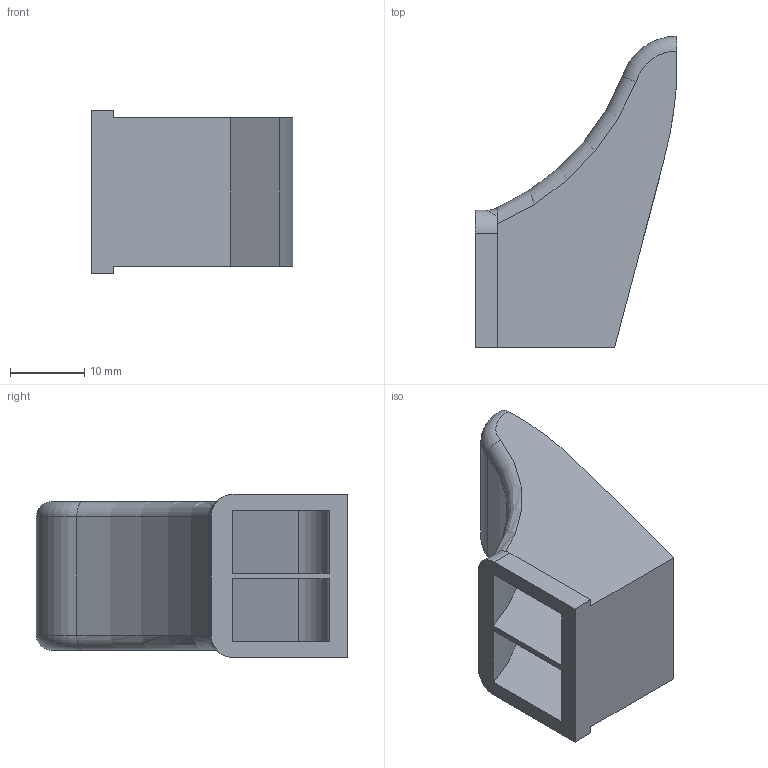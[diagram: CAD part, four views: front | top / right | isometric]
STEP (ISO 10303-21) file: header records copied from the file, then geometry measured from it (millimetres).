
FILE_DESCRIPTION(/* description */ (''),/* implementation_level */ '2;1');
FILE_NAME(/* name */ 'only output guide.stp',/* time_stamp */ '2016-02-07T22:56:10-03:00',/* author */ ('Erwin'),/* organization */ (''),/* preprocessor_version */ 'ST-DEVELOPER v16.1',/* originating_system */ 'Autodesk Inventor 2016',/* authorisation */ '');
FILE_SCHEMA (('AUTOMOTIVE_DESIGN { 1 0 10303 214 3 1 1 }'));
Length unit declared in the file: millimetre
Products named in the file (1): guide
Bounding box: 27.24 x 41.97 x 22 mm (x, y, z)
Volume: 5244.4 mm3; surface area: 6715.6 mm2
Topology: 1 solids, 1 shells, 68 faces, 196 edges, 128 vertices
Faces by surface type: plane 29, cylinder 25, bspline 10, torus 4
Entity records: 3527 total; most frequent: CARTESIAN_POINT 1760, ORIENTED_EDGE 392, DIRECTION 332, EDGE_CURVE 196, VERTEX_POINT 128, AXIS2_PLACEMENT_3D 113, LINE 106, VECTOR 106
